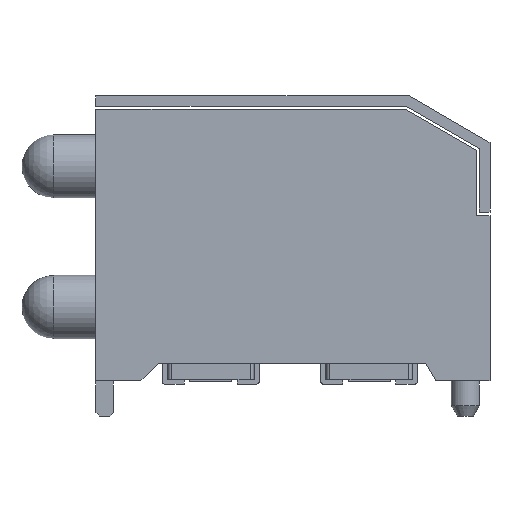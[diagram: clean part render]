
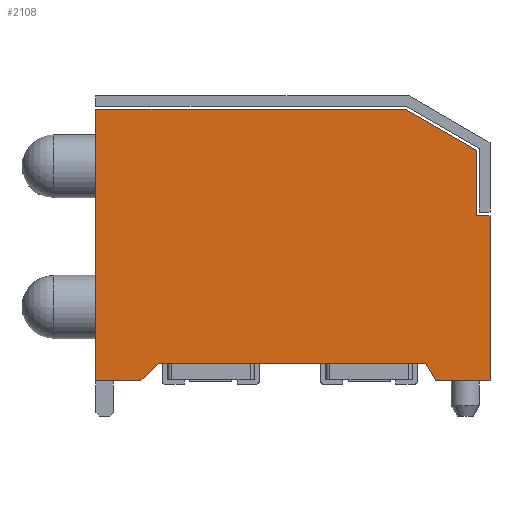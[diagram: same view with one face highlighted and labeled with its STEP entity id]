
A CAD part, front view. The second image highlights one B-rep face of the part: STEP entity #2108.
In plain terms, the highlighted planar face has unit normal (0, -1, 0).
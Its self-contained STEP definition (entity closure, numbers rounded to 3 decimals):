
#162=FACE_OUTER_BOUND($,#301,.T.);
#301=EDGE_LOOP($,(#1592,#1593,#1594,#1595,#1596,#1597,#1598,#1599,#1600,
#1601,#1602));
#473=LINE($,#3187,#722);
#477=LINE($,#3194,#726);
#480=LINE($,#3200,#729);
#483=LINE($,#3206,#732);
#486=LINE($,#3212,#735);
#489=LINE($,#3218,#738);
#492=LINE($,#3224,#741);
#495=LINE($,#3230,#744);
#498=LINE($,#3236,#747);
#501=LINE($,#3242,#750);
#503=LINE($,#3245,#752);
#722=VECTOR($,#2580,2.965);
#726=VECTOR($,#2586,11.174);
#729=VECTOR($,#2591,9.804);
#732=VECTOR($,#2596,1.626);
#735=VECTOR($,#2601,0.898);
#738=VECTOR($,#2606,9.641);
#741=VECTOR($,#2611,0.733);
#744=VECTOR($,#2616,1.956);
#747=VECTOR($,#2621,5.969);
#750=VECTOR($,#2626,0.483);
#752=VECTOR($,#2630,2.353);
#949=VERTEX_POINT($,#3184);
#950=VERTEX_POINT($,#3186);
#952=VERTEX_POINT($,#3192);
#954=VERTEX_POINT($,#3198);
#956=VERTEX_POINT($,#3204);
#958=VERTEX_POINT($,#3210);
#960=VERTEX_POINT($,#3216);
#962=VERTEX_POINT($,#3222);
#964=VERTEX_POINT($,#3228);
#966=VERTEX_POINT($,#3234);
#968=VERTEX_POINT($,#3240);
#1173=EDGE_CURVE($,#949,#950,#473,.T.);
#1177=EDGE_CURVE($,#952,#949,#477,.T.);
#1180=EDGE_CURVE($,#954,#952,#480,.T.);
#1183=EDGE_CURVE($,#956,#954,#483,.T.);
#1186=EDGE_CURVE($,#958,#956,#486,.T.);
#1189=EDGE_CURVE($,#960,#958,#489,.T.);
#1192=EDGE_CURVE($,#962,#960,#492,.T.);
#1195=EDGE_CURVE($,#964,#962,#495,.T.);
#1198=EDGE_CURVE($,#966,#964,#498,.T.);
#1201=EDGE_CURVE($,#968,#966,#501,.T.);
#1203=EDGE_CURVE($,#950,#968,#503,.T.);
#1592=ORIENTED_EDGE($,*,*,#1203,.F.);
#1593=ORIENTED_EDGE($,*,*,#1173,.F.);
#1594=ORIENTED_EDGE($,*,*,#1177,.F.);
#1595=ORIENTED_EDGE($,*,*,#1180,.F.);
#1596=ORIENTED_EDGE($,*,*,#1183,.F.);
#1597=ORIENTED_EDGE($,*,*,#1186,.F.);
#1598=ORIENTED_EDGE($,*,*,#1189,.F.);
#1599=ORIENTED_EDGE($,*,*,#1192,.F.);
#1600=ORIENTED_EDGE($,*,*,#1195,.F.);
#1601=ORIENTED_EDGE($,*,*,#1198,.F.);
#1602=ORIENTED_EDGE($,*,*,#1201,.F.);
#1993=PLANE($,#2280);
#2108=ADVANCED_FACE($,(#162),#1993,.F.);
#2280=AXIS2_PLACEMENT_3D($,#3246,#2631,#2632);
#2580=DIRECTION($,(0.866,0.,-0.5));
#2586=DIRECTION($,(1.,0.,0.));
#2591=DIRECTION($,(0.,0.,1.));
#2596=DIRECTION($,(-1.,0.,0.));
#2601=DIRECTION($,(-0.707,0.,-0.707));
#2606=DIRECTION($,(-1.,0.,0.));
#2611=DIRECTION($,(-0.5,0.,0.866));
#2616=DIRECTION($,(-1.,0.,0.));
#2621=DIRECTION($,(0.,0.,-1.));
#2626=DIRECTION($,(1.,0.,0.));
#2630=DIRECTION($,(0.,0.,-1.));
#2631=DIRECTION('center_axis',(0.,1.,0.));
#2632=DIRECTION('ref_axis',(0.,0.,1.));
#3184=CARTESIAN_POINT('',(4.252,-2.159,9.931));
#3186=CARTESIAN_POINT('',(6.82,-2.159,8.449));
#3187=CARTESIAN_POINT($,(4.252,-2.159,9.931));
#3192=CARTESIAN_POINT('',(-6.922,-2.159,9.931));
#3194=CARTESIAN_POINT($,(-6.922,-2.159,9.931));
#3198=CARTESIAN_POINT('',(-6.922,-2.159,0.127));
#3200=CARTESIAN_POINT($,(-6.922,-2.159,0.127));
#3204=CARTESIAN_POINT('',(-5.296,-2.159,0.127));
#3206=CARTESIAN_POINT($,(-5.296,-2.159,0.127));
#3210=CARTESIAN_POINT('',(-4.661,-2.159,0.762));
#3212=CARTESIAN_POINT($,(-4.661,-2.159,0.762));
#3216=CARTESIAN_POINT('',(4.98,-2.159,0.762));
#3218=CARTESIAN_POINT($,(4.98,-2.159,0.762));
#3222=CARTESIAN_POINT('',(5.347,-2.159,0.127));
#3224=CARTESIAN_POINT($,(5.347,-2.159,0.127));
#3228=CARTESIAN_POINT('',(7.303,-2.159,0.127));
#3230=CARTESIAN_POINT($,(7.303,-2.159,0.127));
#3234=CARTESIAN_POINT('',(7.303,-2.159,6.096));
#3236=CARTESIAN_POINT($,(7.303,-2.159,6.096));
#3240=CARTESIAN_POINT('',(6.82,-2.159,6.096));
#3242=CARTESIAN_POINT($,(6.82,-2.159,6.096));
#3245=CARTESIAN_POINT($,(6.82,-2.159,8.449));
#3246=CARTESIAN_POINT('Origin',(-0.001,-2.159,4.93));
